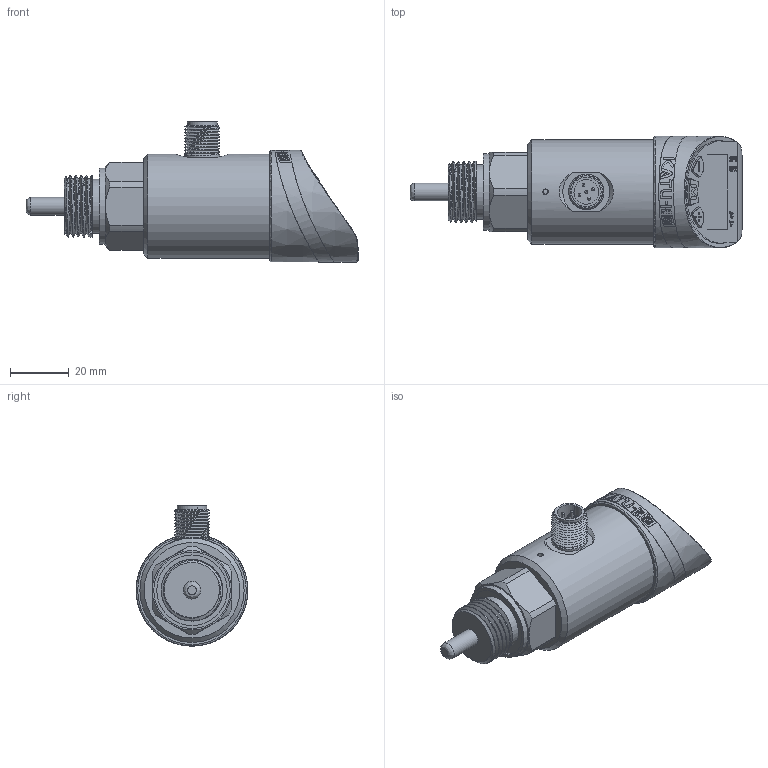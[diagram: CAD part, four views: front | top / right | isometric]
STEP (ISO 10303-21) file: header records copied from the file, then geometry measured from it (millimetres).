
FILE_DESCRIPTION(/* description */ (''),/* implementation_level */ '2;1');
FILE_NAME(/* name */ 'TS500-C0100A3G12ML025D6.stp',/* time_stamp */ '2023-07-05T15:34:25+08:00',/* author */ (''),/* organization */ (''),/* preprocessor_version */ 'ST-DEVELOPER v16.7',/* originating_system */ 'SIEMENS PLM Software NX 12.0',/* authorisation */ '');
FILE_SCHEMA (('AUTOMOTIVE_DESIGN { 1 0 10303 214 3 1 1 1 }'));
Length unit declared in the file: millimetre
Products named in the file (1): （3D）TS500-G14ML100D6-G14外螺纹-探杆长度含螺纹1
00mm-探杆直径6mm_stp
Bounding box: 113 x 37.99 x 47.7 mm (x, y, z)
Volume: 36329.6 mm3; surface area: 27187.1 mm2
Topology: 7 solids, 10 shells, 712 faces, 1845 edges, 1194 vertices
Faces by surface type: plane 314, cylinder 130, extrusion 97, cone 76, bspline 45, torus 30, sphere 20
Full cylindrical faces by diameter (mm): 1.689 x1, 2 x1, 2.7 x6, 3.5 x3, 6 x1, 18.4 x1, 24 x1, 26 x3, 31.7 x1, 32 x1, 33 x1, 34.5 x1, 35.5 x2
Entity records: 28160 total; most frequent: CARTESIAN_POINT 11682, ORIENTED_EDGE 3488, DIRECTION 3094, EDGE_CURVE 1744, VERTEX_POINT 1166, AXIS2_PLACEMENT_3D 1089, VECTOR 916, EDGE_LOOP 838
